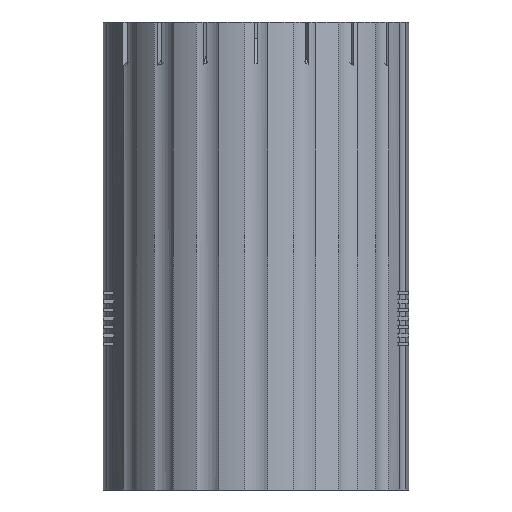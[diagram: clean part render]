
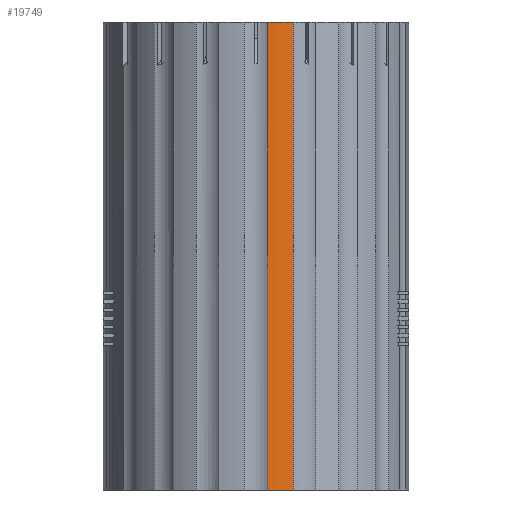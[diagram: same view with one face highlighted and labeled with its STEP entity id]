
A CAD part, left-side view. The second image highlights one B-rep face of the part: STEP entity #19749.
In plain terms, the highlighted cylindrical face has radius 18 mm (diameter 36 mm), a partial arc.
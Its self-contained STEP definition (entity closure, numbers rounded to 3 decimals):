
#1337=FACE_OUTER_BOUND('',#2431,.T.);
#2431=EDGE_LOOP('',(#15181,#15182,#15183,#15184));
#3287=CIRCLE('',#20849,18.);
#3389=CIRCLE('',#21037,18.);
#4998=LINE('',#34166,#6851);
#4999=LINE('',#34170,#6852);
#6851=VECTOR('',#23691,10.);
#6852=VECTOR('',#23696,10.);
#8572=VERTEX_POINT('',#33413);
#8573=VERTEX_POINT('',#33415);
#8821=VERTEX_POINT('',#34164);
#8822=VERTEX_POINT('',#34168);
#10827=EDGE_CURVE('',#8573,#8572,#3287,.T.);
#11180=EDGE_CURVE('',#8572,#8821,#4998,.T.);
#11181=EDGE_CURVE('',#8822,#8821,#3389,.T.);
#11182=EDGE_CURVE('',#8822,#8573,#4999,.T.);
#15181=ORIENTED_EDGE('',*,*,#11180,.T.);
#15182=ORIENTED_EDGE('',*,*,#11181,.F.);
#15183=ORIENTED_EDGE('',*,*,#11182,.T.);
#15184=ORIENTED_EDGE('',*,*,#10827,.T.);
#19223=CYLINDRICAL_SURFACE('',#21036,18.);
#19749=ADVANCED_FACE('',(#1337),#19223,.T.);
#20849=AXIS2_PLACEMENT_3D('',#33416,#23073,#23074);
#21036=AXIS2_PLACEMENT_3D('',#34167,#23692,#23693);
#21037=AXIS2_PLACEMENT_3D('',#34169,#23694,#23695);
#23073=DIRECTION('center_axis',(0.,0.,1.));
#23074=DIRECTION('ref_axis',(1.,0.,0.));
#23691=DIRECTION('',(0.,0.,1.));
#23692=DIRECTION('center_axis',(0.,0.,1.));
#23693=DIRECTION('ref_axis',(1.,0.,0.));
#23694=DIRECTION('center_axis',(0.,0.,1.));
#23695=DIRECTION('ref_axis',(1.,0.,0.));
#23696=DIRECTION('',(0.,0.,-1.));
#33413=CARTESIAN_POINT('',(-27.051,-4.413,0.));
#33415=CARTESIAN_POINT('',(-27.546,-1.398,0.));
#33416=CARTESIAN_POINT('Origin',(-9.6,0.,0.));
#34164=CARTESIAN_POINT('',(-27.051,-4.413,55.15));
#34166=CARTESIAN_POINT('',(-27.051,-4.413,0.));
#34167=CARTESIAN_POINT('Origin',(-9.6,0.,0.));
#34168=CARTESIAN_POINT('',(-27.546,-1.398,55.15));
#34169=CARTESIAN_POINT('Origin',(-9.6,0.,55.15));
#34170=CARTESIAN_POINT('',(-27.546,-1.398,0.));
